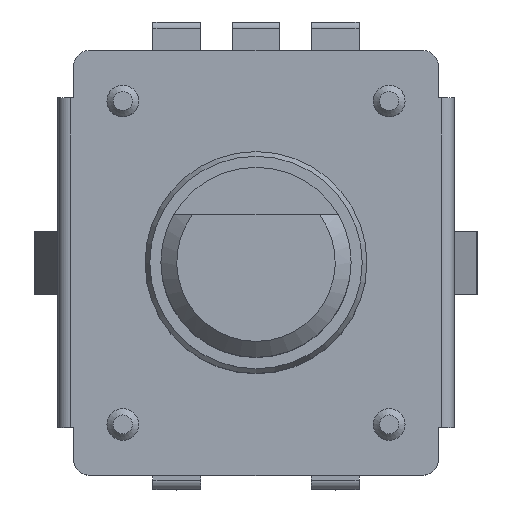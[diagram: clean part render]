
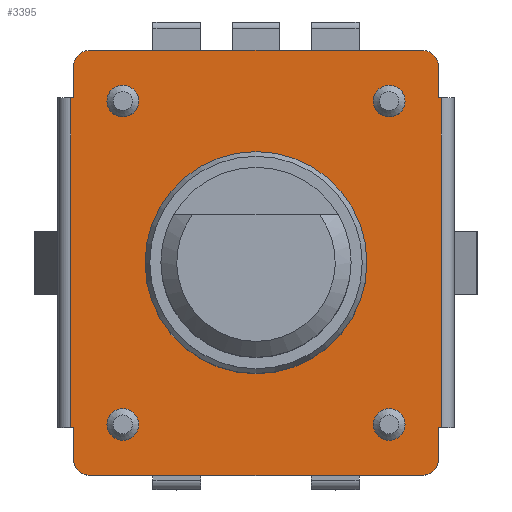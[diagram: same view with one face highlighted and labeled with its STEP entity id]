
A CAD part, top view. The second image highlights one B-rep face of the part: STEP entity #3395.
In plain terms, the highlighted planar face has unit normal (0, 0, 1).
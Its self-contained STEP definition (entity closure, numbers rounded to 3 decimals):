
#23=FACE_BOUND('',#258,.T.);
#24=FACE_BOUND('',#259,.T.);
#25=FACE_BOUND('',#260,.T.);
#26=FACE_BOUND('',#261,.T.);
#27=FACE_BOUND('',#262,.T.);
#74=FACE_OUTER_BOUND('',#257,.T.);
#257=EDGE_LOOP('',(#2268,#2269,#2270,#2271,#2272,#2273,#2274,#2275,#2276,
#2277,#2278,#2279,#2280,#2281,#2282,#2283));
#258=EDGE_LOOP('',(#2284,#2285));
#259=EDGE_LOOP('',(#2286,#2287));
#260=EDGE_LOOP('',(#2288,#2289));
#261=EDGE_LOOP('',(#2290,#2291));
#262=EDGE_LOOP('',(#2292,#2293));
#446=CIRCLE('',#3597,0.5);
#447=CIRCLE('',#3598,0.5);
#448=CIRCLE('',#3599,0.5);
#449=CIRCLE('',#3600,0.5);
#450=CIRCLE('',#3601,0.5);
#451=CIRCLE('',#3602,0.5);
#452=CIRCLE('',#3603,0.5);
#453=CIRCLE('',#3604,0.5);
#454=CIRCLE('',#3605,0.5);
#455=CIRCLE('',#3606,0.5);
#456=CIRCLE('',#3607,0.5);
#457=CIRCLE('',#3608,0.5);
#458=CIRCLE('',#3609,3.5);
#459=CIRCLE('',#3610,3.5);
#535=LINE('',#4834,#960);
#552=LINE('',#4872,#977);
#553=LINE('',#4878,#978);
#554=LINE('',#4880,#979);
#555=LINE('',#4882,#980);
#556=LINE('',#4884,#981);
#557=LINE('',#4886,#982);
#558=LINE('',#4890,#983);
#559=LINE('',#4893,#984);
#560=LINE('',#4895,#985);
#561=LINE('',#4897,#986);
#562=LINE('',#4900,#987);
#960=VECTOR('',#3869,1.);
#977=VECTOR('',#3904,0.1);
#978=VECTOR('',#3909,1.);
#979=VECTOR('',#3910,0.1);
#980=VECTOR('',#3911,10.4);
#981=VECTOR('',#3912,0.1);
#982=VECTOR('',#3913,1.);
#983=VECTOR('',#3916,10.5);
#984=VECTOR('',#3919,10.4);
#985=VECTOR('',#3920,0.1);
#986=VECTOR('',#3921,1.);
#987=VECTOR('',#3924,10.5);
#1385=VERTEX_POINT('',#4831);
#1386=VERTEX_POINT('',#4833);
#1398=VERTEX_POINT('',#4870);
#1399=VERTEX_POINT('',#4874);
#1400=VERTEX_POINT('',#4875);
#1401=VERTEX_POINT('',#4877);
#1402=VERTEX_POINT('',#4879);
#1403=VERTEX_POINT('',#4881);
#1404=VERTEX_POINT('',#4883);
#1405=VERTEX_POINT('',#4885);
#1406=VERTEX_POINT('',#4887);
#1407=VERTEX_POINT('',#4889);
#1408=VERTEX_POINT('',#4892);
#1409=VERTEX_POINT('',#4894);
#1410=VERTEX_POINT('',#4896);
#1411=VERTEX_POINT('',#4898);
#1412=VERTEX_POINT('',#4901);
#1413=VERTEX_POINT('',#4902);
#1414=VERTEX_POINT('',#4905);
#1415=VERTEX_POINT('',#4906);
#1416=VERTEX_POINT('',#4909);
#1417=VERTEX_POINT('',#4910);
#1418=VERTEX_POINT('',#4913);
#1419=VERTEX_POINT('',#4914);
#1420=VERTEX_POINT('',#4917);
#1421=VERTEX_POINT('',#4918);
#1725=EDGE_CURVE('',#1385,#1386,#535,.T.);
#1745=EDGE_CURVE('',#1398,#1385,#552,.T.);
#1746=EDGE_CURVE('',#1399,#1400,#446,.T.);
#1747=EDGE_CURVE('',#1401,#1399,#553,.T.);
#1748=EDGE_CURVE('',#1402,#1401,#554,.T.);
#1749=EDGE_CURVE('',#1402,#1403,#555,.T.);
#1750=EDGE_CURVE('',#1404,#1403,#556,.T.);
#1751=EDGE_CURVE('',#1405,#1404,#557,.T.);
#1752=EDGE_CURVE('',#1406,#1405,#447,.T.);
#1753=EDGE_CURVE('',#1407,#1406,#558,.T.);
#1754=EDGE_CURVE('',#1386,#1407,#448,.T.);
#1755=EDGE_CURVE('',#1398,#1408,#559,.T.);
#1756=EDGE_CURVE('',#1409,#1408,#560,.T.);
#1757=EDGE_CURVE('',#1410,#1409,#561,.T.);
#1758=EDGE_CURVE('',#1411,#1410,#449,.T.);
#1759=EDGE_CURVE('',#1400,#1411,#562,.T.);
#1760=EDGE_CURVE('',#1412,#1413,#450,.T.);
#1761=EDGE_CURVE('',#1413,#1412,#451,.T.);
#1762=EDGE_CURVE('',#1414,#1415,#452,.T.);
#1763=EDGE_CURVE('',#1415,#1414,#453,.T.);
#1764=EDGE_CURVE('',#1416,#1417,#454,.T.);
#1765=EDGE_CURVE('',#1417,#1416,#455,.T.);
#1766=EDGE_CURVE('',#1418,#1419,#456,.T.);
#1767=EDGE_CURVE('',#1419,#1418,#457,.T.);
#1768=EDGE_CURVE('',#1420,#1421,#458,.T.);
#1769=EDGE_CURVE('',#1421,#1420,#459,.T.);
#2268=ORIENTED_EDGE('',*,*,#1746,.F.);
#2269=ORIENTED_EDGE('',*,*,#1747,.F.);
#2270=ORIENTED_EDGE('',*,*,#1748,.F.);
#2271=ORIENTED_EDGE('',*,*,#1749,.T.);
#2272=ORIENTED_EDGE('',*,*,#1750,.F.);
#2273=ORIENTED_EDGE('',*,*,#1751,.F.);
#2274=ORIENTED_EDGE('',*,*,#1752,.F.);
#2275=ORIENTED_EDGE('',*,*,#1753,.F.);
#2276=ORIENTED_EDGE('',*,*,#1754,.F.);
#2277=ORIENTED_EDGE('',*,*,#1725,.F.);
#2278=ORIENTED_EDGE('',*,*,#1745,.F.);
#2279=ORIENTED_EDGE('',*,*,#1755,.T.);
#2280=ORIENTED_EDGE('',*,*,#1756,.F.);
#2281=ORIENTED_EDGE('',*,*,#1757,.F.);
#2282=ORIENTED_EDGE('',*,*,#1758,.F.);
#2283=ORIENTED_EDGE('',*,*,#1759,.F.);
#2284=ORIENTED_EDGE('',*,*,#1760,.F.);
#2285=ORIENTED_EDGE('',*,*,#1761,.F.);
#2286=ORIENTED_EDGE('',*,*,#1762,.F.);
#2287=ORIENTED_EDGE('',*,*,#1763,.F.);
#2288=ORIENTED_EDGE('',*,*,#1764,.F.);
#2289=ORIENTED_EDGE('',*,*,#1765,.F.);
#2290=ORIENTED_EDGE('',*,*,#1766,.F.);
#2291=ORIENTED_EDGE('',*,*,#1767,.F.);
#2292=ORIENTED_EDGE('',*,*,#1768,.F.);
#2293=ORIENTED_EDGE('',*,*,#1769,.F.);
#3248=PLANE('',#3596);
#3395=ADVANCED_FACE('',(#74,#23,#24,#25,#26,#27),#3248,.T.);
#3596=AXIS2_PLACEMENT_3D('',#4873,#3905,#3906);
#3597=AXIS2_PLACEMENT_3D('',#4876,#3907,#3908);
#3598=AXIS2_PLACEMENT_3D('',#4888,#3914,#3915);
#3599=AXIS2_PLACEMENT_3D('',#4891,#3917,#3918);
#3600=AXIS2_PLACEMENT_3D('',#4899,#3922,#3923);
#3601=AXIS2_PLACEMENT_3D('',#4903,#3925,#3926);
#3602=AXIS2_PLACEMENT_3D('',#4904,#3927,#3928);
#3603=AXIS2_PLACEMENT_3D('',#4907,#3929,#3930);
#3604=AXIS2_PLACEMENT_3D('',#4908,#3931,#3932);
#3605=AXIS2_PLACEMENT_3D('',#4911,#3933,#3934);
#3606=AXIS2_PLACEMENT_3D('',#4912,#3935,#3936);
#3607=AXIS2_PLACEMENT_3D('',#4915,#3937,#3938);
#3608=AXIS2_PLACEMENT_3D('',#4916,#3939,#3940);
#3609=AXIS2_PLACEMENT_3D('',#4919,#3941,#3942);
#3610=AXIS2_PLACEMENT_3D('',#4920,#3943,#3944);
#3869=DIRECTION('',(0.,1.,0.));
#3904=DIRECTION('',(1.,0.,0.));
#3905=DIRECTION('center_axis',(0.,0.,1.));
#3906=DIRECTION('ref_axis',(1.,0.,0.));
#3907=DIRECTION('center_axis',(0.,0.,-1.));
#3908=DIRECTION('ref_axis',(1.,0.,0.));
#3909=DIRECTION('',(0.,-1.,0.));
#3910=DIRECTION('',(-1.,0.,0.));
#3911=DIRECTION('',(0.,1.,0.));
#3912=DIRECTION('',(1.,0.,0.));
#3913=DIRECTION('',(0.,-1.,0.));
#3914=DIRECTION('center_axis',(0.,0.,-1.));
#3915=DIRECTION('ref_axis',(0.,1.,0.));
#3916=DIRECTION('',(1.,0.,0.));
#3917=DIRECTION('center_axis',(0.,0.,-1.));
#3918=DIRECTION('ref_axis',(-1.,0.,0.));
#3919=DIRECTION('',(0.,-1.,0.));
#3920=DIRECTION('',(-1.,0.,0.));
#3921=DIRECTION('',(0.,1.,0.));
#3922=DIRECTION('center_axis',(0.,0.,-1.));
#3923=DIRECTION('ref_axis',(0.,-1.,0.));
#3924=DIRECTION('',(-1.,0.,0.));
#3925=DIRECTION('center_axis',(0.,0.,1.));
#3926=DIRECTION('ref_axis',(1.,0.,0.));
#3927=DIRECTION('center_axis',(0.,0.,1.));
#3928=DIRECTION('ref_axis',(1.,0.,0.));
#3929=DIRECTION('center_axis',(0.,0.,1.));
#3930=DIRECTION('ref_axis',(1.,0.,0.));
#3931=DIRECTION('center_axis',(0.,0.,1.));
#3932=DIRECTION('ref_axis',(1.,0.,0.));
#3933=DIRECTION('center_axis',(0.,0.,1.));
#3934=DIRECTION('ref_axis',(1.,0.,0.));
#3935=DIRECTION('center_axis',(0.,0.,1.));
#3936=DIRECTION('ref_axis',(1.,0.,0.));
#3937=DIRECTION('center_axis',(0.,0.,1.));
#3938=DIRECTION('ref_axis',(1.,0.,0.));
#3939=DIRECTION('center_axis',(0.,0.,1.));
#3940=DIRECTION('ref_axis',(1.,0.,0.));
#3941=DIRECTION('center_axis',(0.,0.,1.));
#3942=DIRECTION('ref_axis',(-1.,0.,0.));
#3943=DIRECTION('center_axis',(0.,0.,1.));
#3944=DIRECTION('ref_axis',(-1.,0.,0.));
#4831=CARTESIAN_POINT('',(-5.75,5.2,5.9));
#4833=CARTESIAN_POINT('',(-5.75,6.2,5.9));
#4834=CARTESIAN_POINT('',(-5.75,5.2,5.9));
#4870=CARTESIAN_POINT('',(-5.85,5.2,5.9));
#4872=CARTESIAN_POINT('',(-5.85,5.2,5.9));
#4873=CARTESIAN_POINT('Origin',(0.,0.,5.9));
#4874=CARTESIAN_POINT('',(5.75,-6.2,5.9));
#4875=CARTESIAN_POINT('',(5.25,-6.7,5.9));
#4876=CARTESIAN_POINT('Origin',(5.25,-6.2,5.9));
#4877=CARTESIAN_POINT('',(5.75,-5.2,5.9));
#4878=CARTESIAN_POINT('',(5.75,-5.2,5.9));
#4879=CARTESIAN_POINT('',(5.85,-5.2,5.9));
#4880=CARTESIAN_POINT('',(5.85,-5.2,5.9));
#4881=CARTESIAN_POINT('',(5.85,5.2,5.9));
#4882=CARTESIAN_POINT('',(5.85,-5.2,5.9));
#4883=CARTESIAN_POINT('',(5.75,5.2,5.9));
#4884=CARTESIAN_POINT('',(5.75,5.2,5.9));
#4885=CARTESIAN_POINT('',(5.75,6.2,5.9));
#4886=CARTESIAN_POINT('',(5.75,6.2,5.9));
#4887=CARTESIAN_POINT('',(5.25,6.7,5.9));
#4888=CARTESIAN_POINT('Origin',(5.25,6.2,5.9));
#4889=CARTESIAN_POINT('',(-5.25,6.7,5.9));
#4890=CARTESIAN_POINT('',(-5.25,6.7,5.9));
#4891=CARTESIAN_POINT('Origin',(-5.25,6.2,5.9));
#4892=CARTESIAN_POINT('',(-5.85,-5.2,5.9));
#4893=CARTESIAN_POINT('',(-5.85,5.2,5.9));
#4894=CARTESIAN_POINT('',(-5.75,-5.2,5.9));
#4895=CARTESIAN_POINT('',(-5.75,-5.2,5.9));
#4896=CARTESIAN_POINT('',(-5.75,-6.2,5.9));
#4897=CARTESIAN_POINT('',(-5.75,-6.2,5.9));
#4898=CARTESIAN_POINT('',(-5.25,-6.7,5.9));
#4899=CARTESIAN_POINT('Origin',(-5.25,-6.2,5.9));
#4900=CARTESIAN_POINT('',(5.25,-6.7,5.9));
#4901=CARTESIAN_POINT('',(-3.7,5.1,5.9));
#4902=CARTESIAN_POINT('',(-4.7,5.1,5.9));
#4903=CARTESIAN_POINT('Origin',(-4.2,5.1,5.9));
#4904=CARTESIAN_POINT('Origin',(-4.2,5.1,5.9));
#4905=CARTESIAN_POINT('',(4.7,5.1,5.9));
#4906=CARTESIAN_POINT('',(3.7,5.1,5.9));
#4907=CARTESIAN_POINT('Origin',(4.2,5.1,5.9));
#4908=CARTESIAN_POINT('Origin',(4.2,5.1,5.9));
#4909=CARTESIAN_POINT('',(4.7,-5.1,5.9));
#4910=CARTESIAN_POINT('',(3.7,-5.1,5.9));
#4911=CARTESIAN_POINT('Origin',(4.2,-5.1,5.9));
#4912=CARTESIAN_POINT('Origin',(4.2,-5.1,5.9));
#4913=CARTESIAN_POINT('',(-3.7,-5.1,5.9));
#4914=CARTESIAN_POINT('',(-4.7,-5.1,5.9));
#4915=CARTESIAN_POINT('Origin',(-4.2,-5.1,5.9));
#4916=CARTESIAN_POINT('Origin',(-4.2,-5.1,5.9));
#4917=CARTESIAN_POINT('',(-3.5,0.,5.9));
#4918=CARTESIAN_POINT('',(3.5,0.,5.9));
#4919=CARTESIAN_POINT('Origin',(0.,0.,5.9));
#4920=CARTESIAN_POINT('Origin',(0.,0.,5.9));
